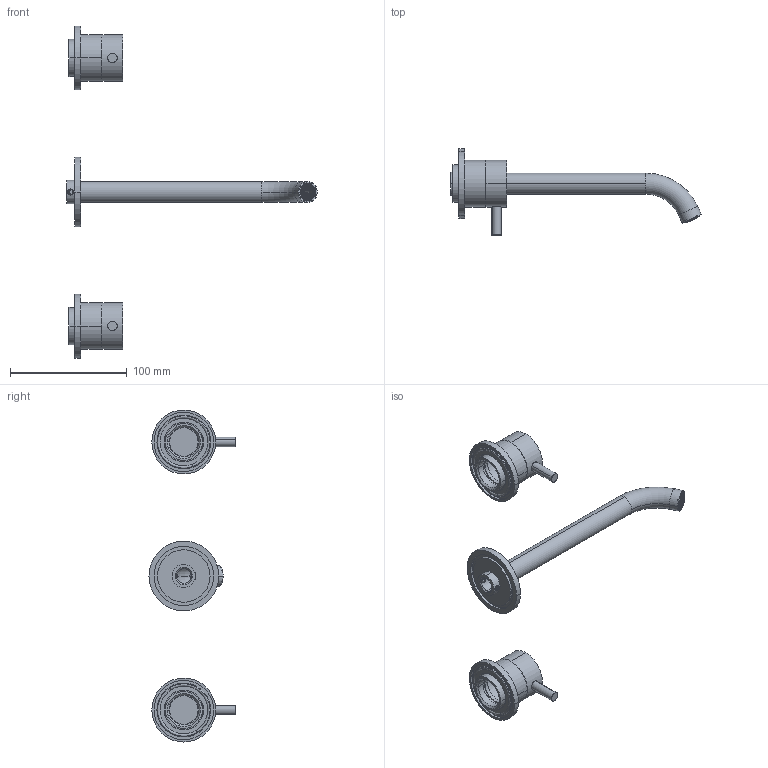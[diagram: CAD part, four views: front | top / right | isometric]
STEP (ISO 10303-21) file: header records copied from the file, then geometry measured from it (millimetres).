
FILE_DESCRIPTION (( 'STEP AP214' ), '1' );
FILE_NAME ('15036.STEP', '2023-10-06T16:10:07', ( '' ), ( '' ), 'SwSTEP 2.0', 'SolidWorks 2018', '' );
FILE_SCHEMA (( 'AUTOMOTIVE_DESIGN' ));
Length unit declared in the file: millimetre
Products named in the file (1): 15036
Bounding box: 215.16 x 73.95 x 284.9 mm (x, y, z)
Surface area: 54622.2 mm2 (no closed solid volume)
Topology: 0 solids, 25 shells, 307 faces, 1891 edges, 1596 vertices
Faces by surface type: plane 195, cylinder 76, cone 14, torus 14, bspline 6, sphere 2
Entity records: 25364 total; most frequent: CARTESIAN_POINT 6716, DIRECTION 3722, ORIENTED_EDGE 2368, EDGE_CURVE 1891, VERTEX_POINT 1596, AXIS2_PLACEMENT_3D 1564, CIRCLE 1262, VECTOR 594
